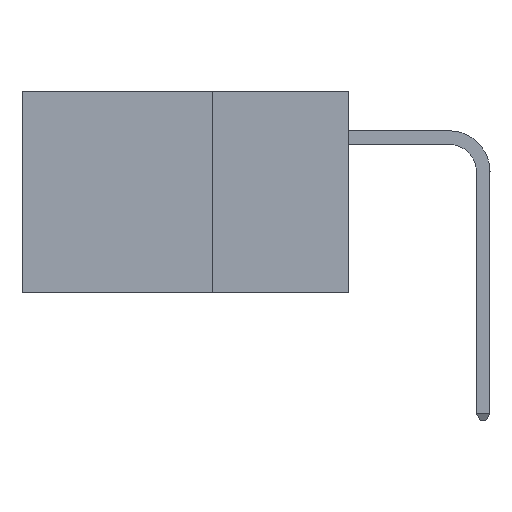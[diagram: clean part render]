
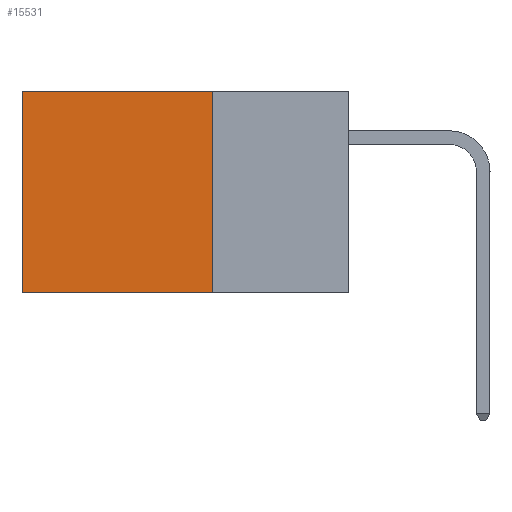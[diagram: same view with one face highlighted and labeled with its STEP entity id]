
A CAD part, left-side view. The second image highlights one B-rep face of the part: STEP entity #15531.
In plain terms, the highlighted planar face has unit normal (-1, 0, 0).
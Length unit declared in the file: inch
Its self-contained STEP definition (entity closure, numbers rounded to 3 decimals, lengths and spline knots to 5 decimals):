
#519 = ORIENTED_EDGE ( 'NONE', *, *, #1892, .F. ) ;
#1196 = ORIENTED_EDGE ( 'NONE', *, *, #10309, .T. ) ;
#1851 = CARTESIAN_POINT ( 'NONE',  ( 0.2875, 0.25, 0. ) ) ;
#1892 = EDGE_CURVE ( 'NONE', #10118, #24836, #23372, .T. ) ;
#1959 = DIRECTION ( 'NONE',  ( 1., 0., 0. ) ) ;
#4619 = DIRECTION ( 'NONE',  ( 0., 0., -1. ) ) ;
#5562 = CARTESIAN_POINT ( 'NONE',  ( 0.2875, 0.6, -0.37 ) ) ;
#5939 = FACE_OUTER_BOUND ( 'NONE', #20073, .T. ) ;
#6175 = DIRECTION ( 'NONE',  ( 0., 1., 0. ) ) ;
#6753 = EDGE_CURVE ( 'NONE', #21820, #15602, #22337, .T. ) ;
#7027 = CARTESIAN_POINT ( 'NONE',  ( 0.2875, 0.25, 0. ) ) ;
#9149 = DIRECTION ( 'NONE',  ( 0., 0., -1. ) ) ;
#9203 = LINE ( 'NONE', #32942, #30232 ) ;
#10118 = VERTEX_POINT ( 'NONE', #13092 ) ;
#10309 = EDGE_CURVE ( 'NONE', #15602, #24836, #16901, .T. ) ;
#13092 = CARTESIAN_POINT ( 'NONE',  ( 0.2875, 0.25, -0.37 ) ) ;
#14125 = VECTOR ( 'NONE', #9149, 39.37008 ) ;
#14742 = PLANE ( 'NONE',  #15785 ) ;
#15531 = ADVANCED_FACE ( 'NONE', ( #5939 ), #14742, .F. ) ;
#15602 = VERTEX_POINT ( 'NONE', #30262 ) ;
#15785 = AXIS2_PLACEMENT_3D ( 'NONE', #1851, #1959, #4619 ) ;
#16901 = LINE ( 'NONE', #21678, #14125 ) ;
#19048 = VECTOR ( 'NONE', #6175, 39.37008 ) ;
#20073 = EDGE_LOOP ( 'NONE', ( #1196, #519, #30074, #32558 ) ) ;
#21678 = CARTESIAN_POINT ( 'NONE',  ( 0.2875, 0.6, 0. ) ) ;
#21820 = VERTEX_POINT ( 'NONE', #7027 ) ;
#22259 = DIRECTION ( 'NONE',  ( 0., 1., 0. ) ) ;
#22337 = LINE ( 'NONE', #29802, #26298 ) ;
#23372 = LINE ( 'NONE', #28577, #19048 ) ;
#24836 = VERTEX_POINT ( 'NONE', #5562 ) ;
#26298 = VECTOR ( 'NONE', #22259, 39.37008 ) ;
#28577 = CARTESIAN_POINT ( 'NONE',  ( 0.2875, 0.25, -0.37 ) ) ;
#29579 = EDGE_CURVE ( 'NONE', #21820, #10118, #9203, .T. ) ;
#29802 = CARTESIAN_POINT ( 'NONE',  ( 0.2875, 0.25, 0. ) ) ;
#30074 = ORIENTED_EDGE ( 'NONE', *, *, #29579, .F. ) ;
#30232 = VECTOR ( 'NONE', #30266, 39.37008 ) ;
#30262 = CARTESIAN_POINT ( 'NONE',  ( 0.2875, 0.6, 0. ) ) ;
#30266 = DIRECTION ( 'NONE',  ( 0., 0., -1. ) ) ;
#32558 = ORIENTED_EDGE ( 'NONE', *, *, #6753, .T. ) ;
#32942 = CARTESIAN_POINT ( 'NONE',  ( 0.2875, 0.25, 0. ) ) ;
